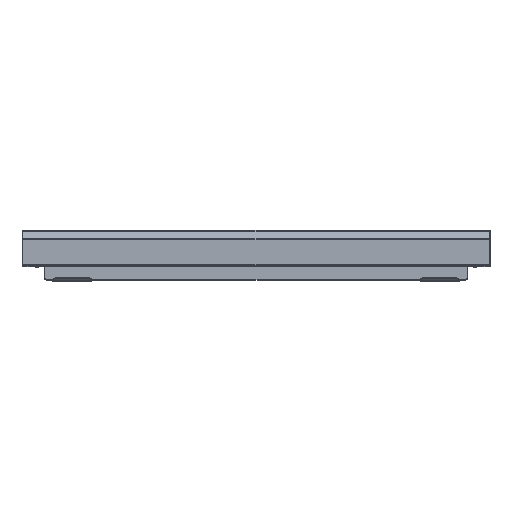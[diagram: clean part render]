
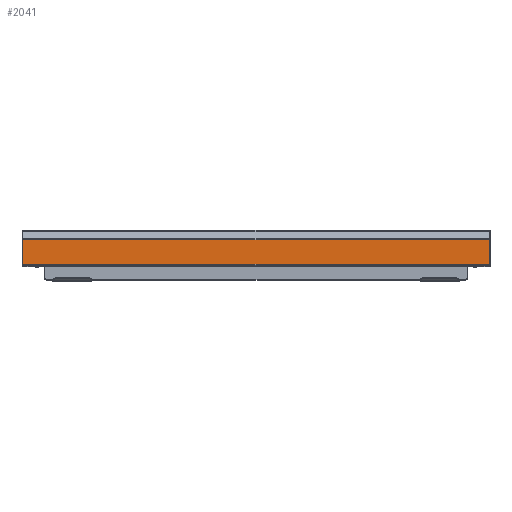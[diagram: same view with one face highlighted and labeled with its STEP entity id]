
A CAD part, top view. The second image highlights one B-rep face of the part: STEP entity #2041.
In plain terms, the highlighted planar face has unit normal (0, 0, 1).
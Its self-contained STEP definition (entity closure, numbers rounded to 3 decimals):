
#87 = DIRECTION ( 'NONE',  ( 1., 0., 0. ) ) ;
#318 = DIRECTION ( 'NONE',  ( 0., -1., 0. ) ) ;
#866 = VERTEX_POINT ( 'NONE', #6861 ) ;
#1850 = DIRECTION ( 'NONE',  ( 1., 0., 0. ) ) ;
#2041 = ADVANCED_FACE ( 'NONE', ( #4541 ), #2155, .T. ) ;
#2155 = PLANE ( 'NONE',  #3238 ) ;
#2480 = LINE ( 'NONE', #11184, #10629 ) ;
#3238 = AXIS2_PLACEMENT_3D ( 'NONE', #14082, #10718, #6981 ) ;
#3444 = EDGE_CURVE ( 'NONE', #866, #12221, #9114, .T. ) ;
#3582 = ORIENTED_EDGE ( 'NONE', *, *, #3832, .T. ) ;
#3832 = EDGE_CURVE ( 'NONE', #5908, #15516, #11270, .T. ) ;
#4136 = EDGE_CURVE ( 'NONE', #5908, #866, #2480, .T. ) ;
#4541 = FACE_OUTER_BOUND ( 'NONE', #7549, .T. ) ;
#5188 = CARTESIAN_POINT ( 'NONE',  ( -477.5, -69.906, 443. ) ) ;
#5426 = LINE ( 'NONE', #5188, #12942 ) ;
#5908 = VERTEX_POINT ( 'NONE', #7028 ) ;
#6663 = CARTESIAN_POINT ( 'NONE',  ( 477.5, -69.906, 443. ) ) ;
#6861 = CARTESIAN_POINT ( 'NONE',  ( 477.5, -19.054, 443. ) ) ;
#6981 = DIRECTION ( 'NONE',  ( 1., 0., 0. ) ) ;
#7028 = CARTESIAN_POINT ( 'NONE',  ( -477.5, -19.054, 443. ) ) ;
#7537 = CARTESIAN_POINT ( 'NONE',  ( -477.5, -19.054, 443. ) ) ;
#7549 = EDGE_LOOP ( 'NONE', ( #8225, #13765, #12389, #3582 ) ) ;
#8225 = ORIENTED_EDGE ( 'NONE', *, *, #15277, .T. ) ;
#8575 = VECTOR ( 'NONE', #10010, 1000. ) ;
#9114 = LINE ( 'NONE', #13759, #12614 ) ;
#10010 = DIRECTION ( 'NONE',  ( 0., -1., 0. ) ) ;
#10629 = VECTOR ( 'NONE', #87, 1000. ) ;
#10718 = DIRECTION ( 'NONE',  ( 0., 0., 1. ) ) ;
#11184 = CARTESIAN_POINT ( 'NONE',  ( -477.5, -19.054, 443. ) ) ;
#11270 = LINE ( 'NONE', #7537, #8575 ) ;
#12221 = VERTEX_POINT ( 'NONE', #6663 ) ;
#12389 = ORIENTED_EDGE ( 'NONE', *, *, #4136, .F. ) ;
#12614 = VECTOR ( 'NONE', #318, 1000. ) ;
#12942 = VECTOR ( 'NONE', #1850, 1000. ) ;
#13759 = CARTESIAN_POINT ( 'NONE',  ( 477.5, -19.054, 443. ) ) ;
#13765 = ORIENTED_EDGE ( 'NONE', *, *, #3444, .F. ) ;
#14082 = CARTESIAN_POINT ( 'NONE',  ( -477.5, -19.054, 443. ) ) ;
#15048 = CARTESIAN_POINT ( 'NONE',  ( -477.5, -69.906, 443. ) ) ;
#15277 = EDGE_CURVE ( 'NONE', #15516, #12221, #5426, .T. ) ;
#15516 = VERTEX_POINT ( 'NONE', #15048 ) ;
